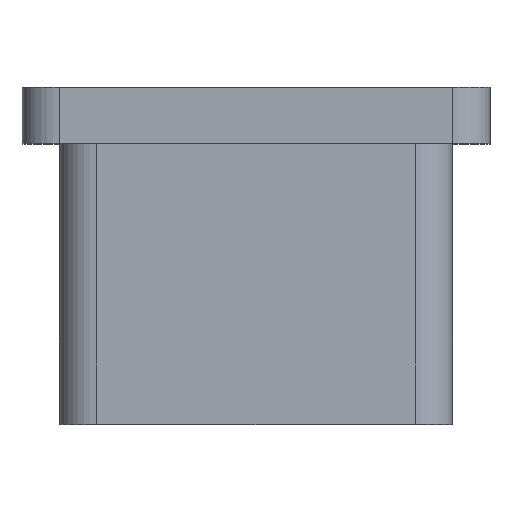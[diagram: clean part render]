
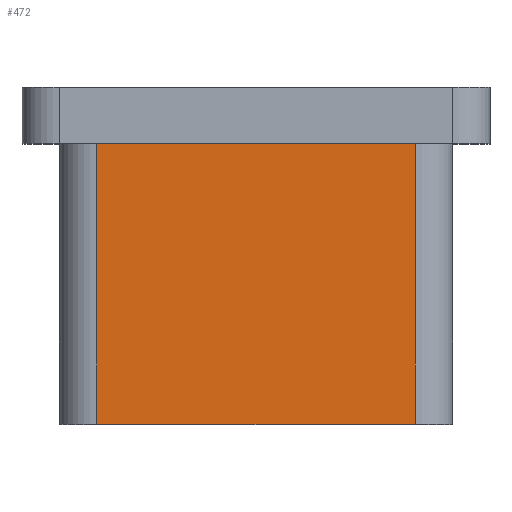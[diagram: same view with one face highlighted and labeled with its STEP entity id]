
A CAD part, top view. The second image highlights one B-rep face of the part: STEP entity #472.
In plain terms, the highlighted planar face has unit normal (0, 0, 1).
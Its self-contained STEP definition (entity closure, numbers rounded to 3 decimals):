
#28=PLANE('',#532);
#49=FACE_OUTER_BOUND('',#79,.T.);
#79=EDGE_LOOP('',(#373,#374,#375,#376));
#116=LINE('',#759,#162);
#119=LINE('',#770,#165);
#120=LINE('',#773,#166);
#121=LINE('',#774,#167);
#162=VECTOR('',#615,10.);
#165=VECTOR('',#626,10.);
#166=VECTOR('',#629,10.);
#167=VECTOR('',#630,10.);
#227=VERTEX_POINT('',#756);
#228=VERTEX_POINT('',#758);
#232=VERTEX_POINT('',#768);
#233=VERTEX_POINT('',#772);
#279=EDGE_CURVE('',#228,#227,#116,.T.);
#285=EDGE_CURVE('',#232,#227,#119,.T.);
#286=EDGE_CURVE('',#233,#232,#120,.T.);
#287=EDGE_CURVE('',#228,#233,#121,.T.);
#373=ORIENTED_EDGE('',*,*,#285,.F.);
#374=ORIENTED_EDGE('',*,*,#286,.F.);
#375=ORIENTED_EDGE('',*,*,#287,.F.);
#376=ORIENTED_EDGE('',*,*,#279,.T.);
#472=ADVANCED_FACE('',(#49),#28,.T.);
#532=AXIS2_PLACEMENT_3D('',#771,#627,#628);
#615=DIRECTION('',(1.,0.,0.));
#626=DIRECTION('',(0.,-1.,0.));
#627=DIRECTION('center_axis',(0.,0.,1.));
#628=DIRECTION('ref_axis',(1.,0.,0.));
#629=DIRECTION('',(1.,0.,0.));
#630=DIRECTION('',(0.,1.,0.));
#756=CARTESIAN_POINT('',(8.5,0.,10.5));
#758=CARTESIAN_POINT('',(-8.5,0.,10.5));
#759=CARTESIAN_POINT('',(-10.5,0.,10.5));
#768=CARTESIAN_POINT('',(8.5,15.,10.5));
#770=CARTESIAN_POINT('',(8.5,0.,10.5));
#771=CARTESIAN_POINT('Origin',(-10.5,0.,10.5));
#772=CARTESIAN_POINT('',(-8.5,15.,10.5));
#773=CARTESIAN_POINT('',(-10.5,15.,10.5));
#774=CARTESIAN_POINT('',(-8.5,0.,10.5));
